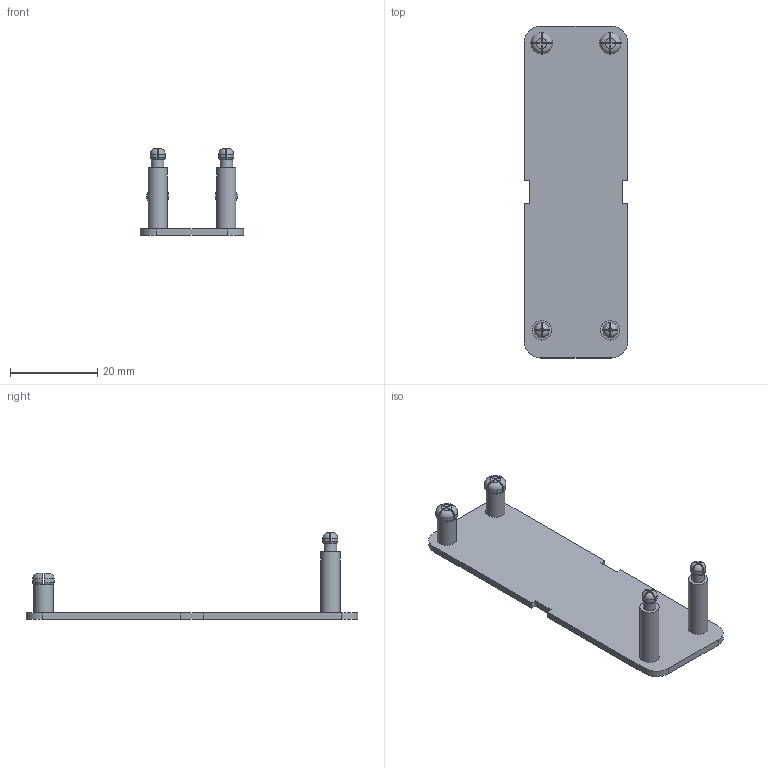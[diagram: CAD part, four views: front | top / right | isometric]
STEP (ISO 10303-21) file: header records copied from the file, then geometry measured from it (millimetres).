
FILE_DESCRIPTION(/* description */ ('STEP AP242','CAx-IF Rec.Pracs.---Representation and Presentation of Product Manufacturing Information (PMI)---4.0---2014-10-13','CAx-IF Rec.Pracs.---3D Tessellated Geometry---0.4---2014-09-14','2;1'),/* implementation_level */ '2;1');
FILE_NAME(/* name */ '666d127fcd9bd3671768cbd9',/* time_stamp */ '2024-06-15T04:03:11Z',/* author */ (''),/* organization */ (''),/* preprocessor_version */ 'ST-DEVELOPER v20',/* originating_system */ ' ',/* authorisation */ ' ');
FILE_SCHEMA (('AP242_MANAGED_MODEL_BASED_3D_ENGINEERING_MIM_LF { 1 0 10303 442 1 1 4 }'));
Length unit declared in the file: metre
Products named in the file (2): Assembly 1; BasePlate
Assembly tree (1 placements, depth 2):
  Assembly 1
    BasePlate
Bounding box: 23.75 x 76.2 x 19.96 mm (x, y, z)
Volume: 3487.2 mm3; surface area: 4743.8 mm2
Topology: 1 solids, 1 shells, 126 faces, 332 edges, 222 vertices
Faces by surface type: plane 68, torus 32, cylinder 26
Full cylindrical faces by diameter (mm): 2.921 x2, 4.445 x4
Entity records: 3973 total; most frequent: CARTESIAN_POINT 892, ORIENTED_EDGE 644, DIRECTION 604, EDGE_CURVE 322, VERTEX_POINT 218, AXIS2_PLACEMENT_3D 218, LINE 168, VECTOR 168
